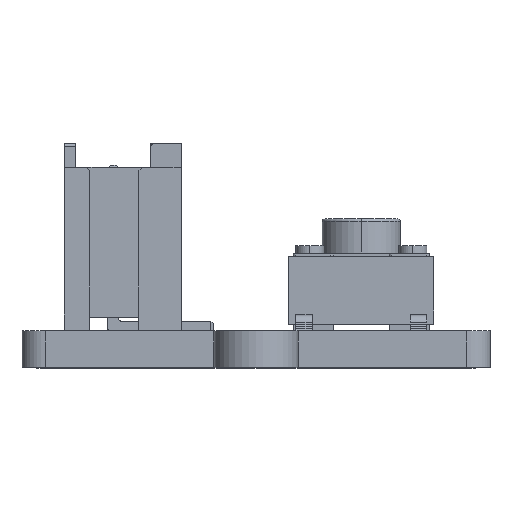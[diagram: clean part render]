
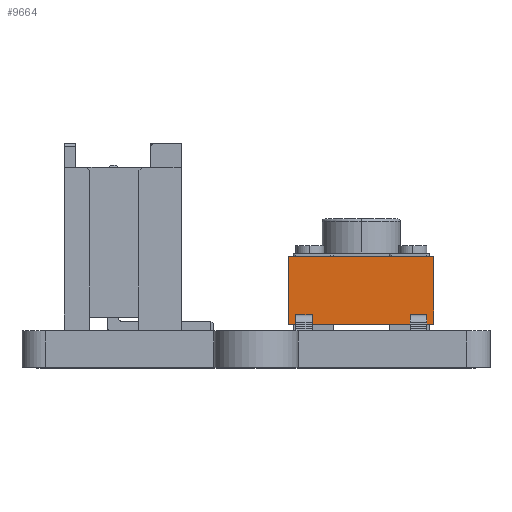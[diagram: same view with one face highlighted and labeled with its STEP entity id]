
A CAD part, top view. The second image highlights one B-rep face of the part: STEP entity #9664.
In plain terms, the highlighted planar face has unit normal (0, 0, 1).
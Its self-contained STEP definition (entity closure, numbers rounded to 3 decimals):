
#189 = DIRECTION ( 'NONE',  ( 1., 0., 0. ) ) ;
#680 = DIRECTION ( 'NONE',  ( 0., 0., -1. ) ) ;
#1733 = CARTESIAN_POINT ( 'NONE',  ( 6.2, 3.3, 0. ) ) ;
#1817 = VECTOR ( 'NONE', #9337, 1000. ) ;
#2063 = VECTOR ( 'NONE', #189, 1000. ) ;
#2560 = EDGE_LOOP ( 'NONE', ( #10262, #8164, #3783, #9924 ) ) ;
#2786 = VECTOR ( 'NONE', #10973, 1000. ) ;
#3483 = EDGE_CURVE ( 'NONE', #6420, #7529, #7383, .T. ) ;
#3783 = ORIENTED_EDGE ( 'NONE', *, *, #9061, .T. ) ;
#3986 = CARTESIAN_POINT ( 'NONE',  ( 0., 3.2, 0. ) ) ;
#4322 = CARTESIAN_POINT ( 'NONE',  ( 0., 3.3, 0. ) ) ;
#4330 = LINE ( 'NONE', #1733, #1817 ) ;
#5158 = LINE ( 'NONE', #4322, #2786 ) ;
#5434 = EDGE_CURVE ( 'NONE', #7529, #6316, #4330, .T. ) ;
#5640 = CARTESIAN_POINT ( 'NONE',  ( 0., 0.3, 0. ) ) ;
#6063 = VECTOR ( 'NONE', #11112, 1000. ) ;
#6316 = VERTEX_POINT ( 'NONE', #11797 ) ;
#6420 = VERTEX_POINT ( 'NONE', #10958 ) ;
#7345 = EDGE_CURVE ( 'NONE', #6420, #7591, #5158, .T. ) ;
#7383 = LINE ( 'NONE', #3986, #2063 ) ;
#7529 = VERTEX_POINT ( 'NONE', #8614 ) ;
#7591 = VERTEX_POINT ( 'NONE', #5640 ) ;
#7672 = AXIS2_PLACEMENT_3D ( 'NONE', #8364, #680, #8198 ) ;
#8164 = ORIENTED_EDGE ( 'NONE', *, *, #7345, .T. ) ;
#8198 = DIRECTION ( 'NONE',  ( -1., 0., 0. ) ) ;
#8364 = CARTESIAN_POINT ( 'NONE',  ( 0., 3.3, 0. ) ) ;
#8614 = CARTESIAN_POINT ( 'NONE',  ( 6.2, 3.2, 0. ) ) ;
#9061 = EDGE_CURVE ( 'NONE', #7591, #6316, #9346, .T. ) ;
#9337 = DIRECTION ( 'NONE',  ( 0., -1., 0. ) ) ;
#9346 = LINE ( 'NONE', #10058, #6063 ) ;
#9664 = ADVANCED_FACE ( 'NONE', ( #11235 ), #11061, .F. ) ;
#9924 = ORIENTED_EDGE ( 'NONE', *, *, #5434, .F. ) ;
#10058 = CARTESIAN_POINT ( 'NONE',  ( 0., 0.3, 0. ) ) ;
#10262 = ORIENTED_EDGE ( 'NONE', *, *, #3483, .F. ) ;
#10958 = CARTESIAN_POINT ( 'NONE',  ( 0., 3.2, 0. ) ) ;
#10973 = DIRECTION ( 'NONE',  ( 0., -1., 0. ) ) ;
#11061 = PLANE ( 'NONE',  #7672 ) ;
#11112 = DIRECTION ( 'NONE',  ( 1., 0., 0. ) ) ;
#11235 = FACE_OUTER_BOUND ( 'NONE', #2560, .T. ) ;
#11797 = CARTESIAN_POINT ( 'NONE',  ( 6.2, 0.3, 0. ) ) ;
